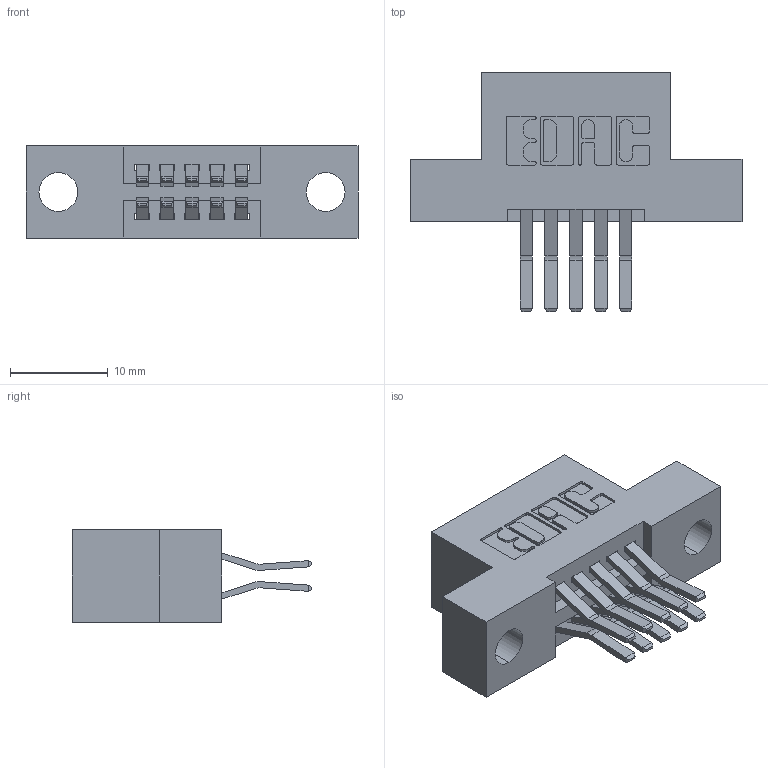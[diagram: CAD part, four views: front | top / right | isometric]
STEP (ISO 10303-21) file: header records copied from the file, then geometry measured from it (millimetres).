
FILE_DESCRIPTION (( 'STEP AP203' ), '1' );
FILE_NAME ('395-010-560-204.STEP', '2021-06-14T17:32:10', ( '' ), ( '' ), 'SwSTEP 2.0', 'SolidWorks 2020', '' );
FILE_SCHEMA (( 'CONFIG_CONTROL_DESIGN' ));
Length unit declared in the file: inch
Products named in the file (3): 395-010-560-204; 345-292-001_560 Tail; 345 Part_Flush Mounting Lugs - 0.156 Dia-TI
Assembly tree (11 placements, depth 2):
  395-010-560-204
    345 Part_Flush Mounting Lugs - 0.156 Dia-TI
    345-292-001_560 Tail  x10
Bounding box: 33.91 x 24.45 x 9.4 mm (x, y, z)
Volume: 2910.1 mm3; surface area: 3605.2 mm2
Topology: 11 solids, 11 shells, 660 faces, 1927 edges, 1270 vertices
Faces by surface type: plane 424, cylinder 236
Entity records: 9411 total; most frequent: CARTESIAN_POINT 1618, ORIENTED_EDGE 1550, DIRECTION 1475, EDGE_CURVE 775, LINE 619, VECTOR 619, VERTEX_POINT 514, AXIS2_PLACEMENT_3D 428
